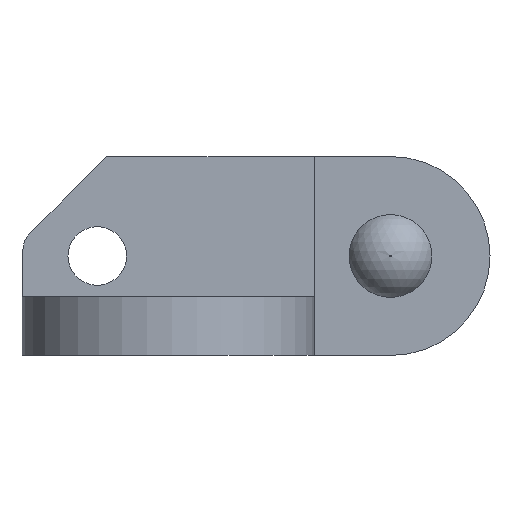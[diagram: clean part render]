
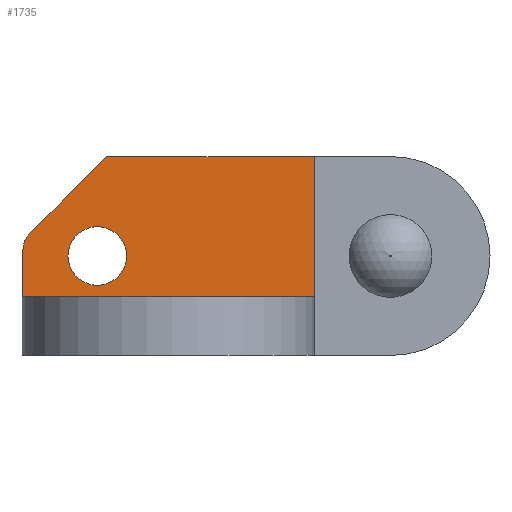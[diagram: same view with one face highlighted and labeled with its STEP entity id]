
A CAD part, left-side view. The second image highlights one B-rep face of the part: STEP entity #1735.
In plain terms, the highlighted planar face has unit normal (-1, 0, 0).
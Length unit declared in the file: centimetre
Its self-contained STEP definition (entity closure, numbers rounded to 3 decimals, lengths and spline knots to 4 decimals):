
#44=FACE_BOUND('',#245,.T.);
#67=PLANE('',#1862);
#143=FACE_OUTER_BOUND('',#244,.T.);
#244=EDGE_LOOP('',(#1298,#1299,#1300,#1301,#1302,#1303));
#245=EDGE_LOOP('',(#1304));
#351=LINE('',#2499,#547);
#365=LINE('',#2531,#561);
#378=LINE('',#2565,#574);
#379=LINE('',#2567,#575);
#380=LINE('',#2569,#576);
#547=VECTOR('',#2019,1.);
#561=VECTOR('',#2051,0.4);
#574=VECTOR('',#2088,0.4);
#575=VECTOR('',#2089,0.4);
#576=VECTOR('',#2090,0.4);
#721=CIRCLE('',#1824,0.1001);
#740=CIRCLE('',#1863,0.08);
#767=VERTEX_POINT('',#2425);
#799=VERTEX_POINT('',#2495);
#800=VERTEX_POINT('',#2497);
#809=VERTEX_POINT('',#2530);
#818=VERTEX_POINT('',#2564);
#819=VERTEX_POINT('',#2566);
#820=VERTEX_POINT('',#2568);
#937=EDGE_CURVE('',#767,#767,#721,.T.);
#973=EDGE_CURVE('',#799,#800,#351,.T.);
#989=EDGE_CURVE('',#799,#809,#365,.T.);
#1005=EDGE_CURVE('',#818,#800,#378,.T.);
#1006=EDGE_CURVE('',#819,#818,#379,.T.);
#1007=EDGE_CURVE('',#820,#819,#380,.T.);
#1008=EDGE_CURVE('',#809,#820,#740,.T.);
#1298=ORIENTED_EDGE('',*,*,#973,.T.);
#1299=ORIENTED_EDGE('',*,*,#1005,.F.);
#1300=ORIENTED_EDGE('',*,*,#1006,.F.);
#1301=ORIENTED_EDGE('',*,*,#1007,.F.);
#1302=ORIENTED_EDGE('',*,*,#1008,.F.);
#1303=ORIENTED_EDGE('',*,*,#989,.F.);
#1304=ORIENTED_EDGE('',*,*,#937,.T.);
#1735=ADVANCED_FACE('',(#143,#44),#67,.F.);
#1824=AXIS2_PLACEMENT_3D('',#2426,#1961,#1962);
#1862=AXIS2_PLACEMENT_3D('',#2563,#2086,#2087);
#1863=AXIS2_PLACEMENT_3D('',#2570,#2091,#2092);
#1961=DIRECTION('center_axis',(1.,0.,0.));
#1962=DIRECTION('ref_axis',(0.,1.,0.));
#2019=DIRECTION('',(0.,-1.,0.));
#2051=DIRECTION('',(0.,0.,1.));
#2086=DIRECTION('center_axis',(1.,0.,0.));
#2087=DIRECTION('ref_axis',(0.,-1.,0.));
#2088=DIRECTION('',(0.,0.,-1.));
#2089=DIRECTION('',(0.,-1.,0.));
#2090=DIRECTION('',(0.,-0.707,0.707));
#2091=DIRECTION('center_axis',(1.,0.,0.));
#2092=DIRECTION('ref_axis',(0.,0.,1.));
#2425=CARTESIAN_POINT('',(-0.5221,0.3095,1.3));
#2426=CARTESIAN_POINT('Origin',(-0.5221,0.4095,1.3));
#2495=CARTESIAN_POINT('',(-0.5221,0.6635,1.16));
#2497=CARTESIAN_POINT('',(-0.5221,-0.3328,1.16));
#2499=CARTESIAN_POINT('',(-0.5221,0.0779,1.16));
#2530=CARTESIAN_POINT('',(-0.5221,0.6635,1.3209));
#2531=CARTESIAN_POINT('',(-0.5221,0.6635,1.3209));
#2563=CARTESIAN_POINT('Origin',(-0.5221,0.1186,1.2914));
#2564=CARTESIAN_POINT('',(-0.5221,-0.3328,1.64));
#2565=CARTESIAN_POINT('',(-0.5221,-0.3328,0.96));
#2566=CARTESIAN_POINT('',(-0.5221,0.3775,1.64));
#2567=CARTESIAN_POINT('',(-0.5221,-0.3328,1.64));
#2568=CARTESIAN_POINT('',(-0.5221,0.6401,1.3774));
#2569=CARTESIAN_POINT('',(-0.5221,0.3775,1.64));
#2570=CARTESIAN_POINT('Origin',(-0.5221,0.5835,1.3209));
